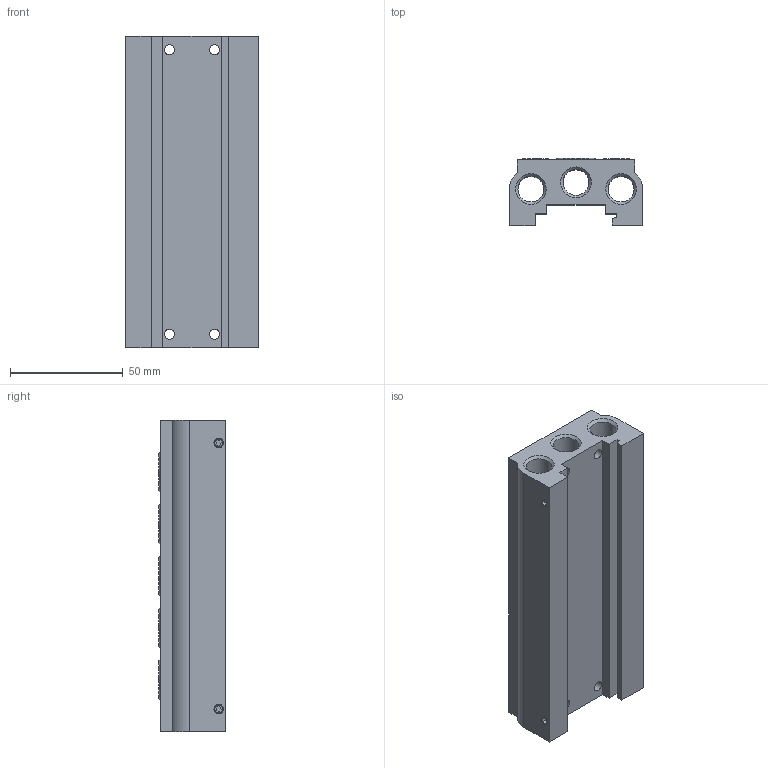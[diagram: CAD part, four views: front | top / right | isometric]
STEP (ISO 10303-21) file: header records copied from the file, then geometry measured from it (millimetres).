
FILE_DESCRIPTION(/* description */ ('Unknown'),/* implementation_level */ '2;1');
FILE_NAME(/* name */ '888.05',/* time_stamp */ '2018-09-06T09:49:32-04:00',/* author */ ('Unknown'),/* organization */ ('Unknown'),/* preprocessor_version */ 'ST-DEVELOPER v16.7',/* originating_system */ 'DEX',/* authorisation */ $);
FILE_SCHEMA (('AP203_CONFIGURATION_CONTROLLED_3D_DESIGN_OF_MECHANICAL_PARTS_AND_ASSEMBLIES_MIM_LF { 1 0 10303 203 3 1 4 }','AP242_MANAGED_MODEL_BASED_3D_ENGINEERING_MIM_LF { 1 0 10303 442 1 1 4 }','AUTOMOTIVE_DESIGN {1 0 10303 214 3 1 1}'));
Length unit declared in the file: millimetre
Products named in the file (1): 888.05
Bounding box: 59 x 29.68 x 138 mm (x, y, z)
Volume: 143175.7 mm3; surface area: 47646.4 mm2
Topology: 1 solids, 1 shells, 219 faces, 482 edges, 298 vertices
Faces by surface type: cylinder 81, plane 63, cone 57, torus 18
Full cylindrical faces by diameter (mm): 2.459 x13, 3.242 x2, 4.5 x4, 6 x15, 7.25 x4, 10 x10, 11.44 x3, 11.445 x6, 13 x8, 13.94 x5, 17.5 x9
Entity records: 6508 total; most frequent: DIRECTION 918, CARTESIAN_POINT 782, ORIENTED_EDGE 564, FACE_BOUND 448, EDGE_LOOP 420, AXIS2_PLACEMENT_3D 416, EDGE_CURVE 282, VERTEX_POINT 280
